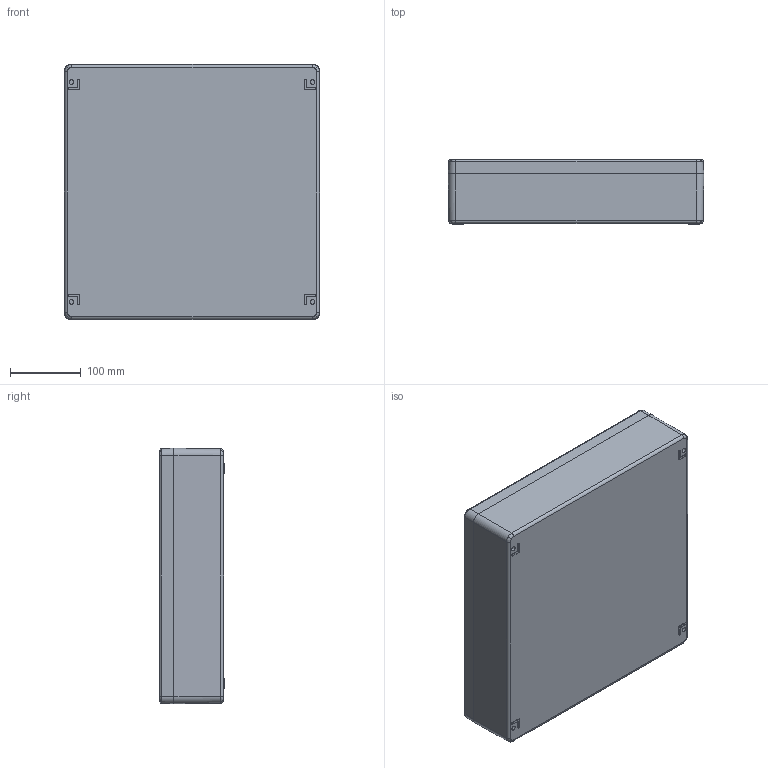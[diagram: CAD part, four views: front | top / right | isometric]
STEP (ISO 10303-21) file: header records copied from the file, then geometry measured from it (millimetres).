
FILE_DESCRIPTION(/* description */ (''),/* implementation_level */ '2;1');
FILE_NAME(/* name */ '17363609000-RST.stp',/* time_stamp */ '2021-09-08T12:50:28+02:00',/* author */ ('sl'),/* organization */ (''),/* preprocessor_version */ 'ST-DEVELOPER v16.5',/* originating_system */ 'Autodesk Inventor 2017',/* authorisation */ '');
FILE_SCHEMA (('AUTOMOTIVE_DESIGN { 1 0 10303 214 3 1 1 }'));
Length unit declared in the file: millimetre
Products named in the file (9): Ex-Polyester-Gehäuse-22-BG-0001-17_363609_000; Deckel-Ex-Polyester-Gehäuse-22-BG-0003-17_363609_0
00; Deckel-Ex-Polyester-Gehäuse-22-BT-0001-17_363609_0
00; Dichtlippel-Ex-Polyester-Gehäuse-22-BT-0002-17_363609_000; UT-Ex-Polyester-Gehäuse-22-BG-0002-17_363609_000; 23145-Ex Unterteil; 86222; 86224; SchraubeM6x30-10
Assembly tree (23 placements, depth 3):
  Ex-Polyester-Gehäuse-22-BG-0001-17_363609_000
    Deckel-Ex-Polyester-Gehäuse-22-BG-0003-17_363609_0
00
      Deckel-Ex-Polyester-Gehäuse-22-BT-0001-17_363609_0
00
      Dichtlippel-Ex-Polyester-Gehäuse-22-BT-0002-17_363609_000
    UT-Ex-Polyester-Gehäuse-22-BG-0002-17_363609_000
      86222  x10
      86224  x4
      23145-Ex Unterteil
    SchraubeM6x30-10  x4
Bounding box: 360 x 91 x 360 mm (x, y, z)
Volume: 2286747 mm3; surface area: 807580.4 mm2
Topology: 21 solids, 21 shells, 1272 faces, 2968 edges, 1800 vertices
Faces by surface type: plane 464, cylinder 328, bspline 272, cone 136, torus 60, sphere 12
Full cylindrical faces by diameter (mm): 5 x28, 5.02 x14, 5.3 x4, 6 x4, 7.4 x14, 8 x4
Entity records: 35463 total; most frequent: CARTESIAN_POINT 17351, ORIENTED_EDGE 3780, DIRECTION 3599, EDGE_CURVE 1890, AXIS2_PLACEMENT_3D 1462, VERTEX_POINT 1152, EDGE_LOOP 996, FACE_OUTER_BOUND 864
